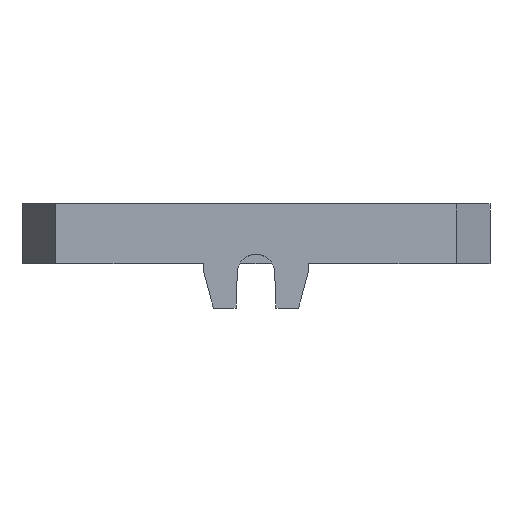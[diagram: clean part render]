
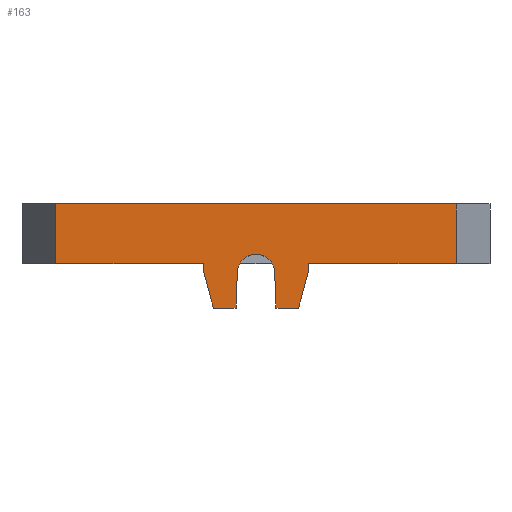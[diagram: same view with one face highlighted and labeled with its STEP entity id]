
A CAD part, front view. The second image highlights one B-rep face of the part: STEP entity #163.
In plain terms, the highlighted planar face has unit normal (0, -1, 0).
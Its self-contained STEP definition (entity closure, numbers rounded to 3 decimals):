
#120=CIRCLE('',#3227,1.6);
#163=ADVANCED_FACE('',(#462),#321,.T.);
#321=PLANE('',#3228);
#462=FACE_OUTER_BOUND('',#622,.T.);
#622=EDGE_LOOP('',(#932,#933,#934,#935,#936,#937,#938,#939,#940,#941,#942,
#943,#944,#945));
#932=ORIENTED_EDGE('',*,*,#2129,.F.);
#933=ORIENTED_EDGE('',*,*,#2130,.F.);
#934=ORIENTED_EDGE('',*,*,#2131,.F.);
#935=ORIENTED_EDGE('',*,*,#2132,.F.);
#936=ORIENTED_EDGE('',*,*,#2099,.T.);
#937=ORIENTED_EDGE('',*,*,#2133,.T.);
#938=ORIENTED_EDGE('',*,*,#2134,.F.);
#939=ORIENTED_EDGE('',*,*,#2135,.F.);
#940=ORIENTED_EDGE('',*,*,#2055,.T.);
#941=ORIENTED_EDGE('',*,*,#2126,.F.);
#942=ORIENTED_EDGE('',*,*,#2136,.F.);
#943=ORIENTED_EDGE('',*,*,#2137,.F.);
#944=ORIENTED_EDGE('',*,*,#2138,.T.);
#945=ORIENTED_EDGE('',*,*,#2139,.T.);
#1757=VERTEX_POINT('',#4185);
#1758=VERTEX_POINT('',#4187);
#1801=VERTEX_POINT('',#4273);
#1802=VERTEX_POINT('',#4275);
#1821=VERTEX_POINT('',#4339);
#1823=VERTEX_POINT('',#4347);
#1824=VERTEX_POINT('',#4348);
#1825=VERTEX_POINT('',#4350);
#1826=VERTEX_POINT('',#4352);
#1827=VERTEX_POINT('',#4355);
#1828=VERTEX_POINT('',#4357);
#1829=VERTEX_POINT('',#4360);
#1830=VERTEX_POINT('',#4362);
#1831=VERTEX_POINT('',#4364);
#2055=EDGE_CURVE('',#1758,#1757,#2509,.T.);
#2099=EDGE_CURVE('',#1802,#1801,#2553,.T.);
#2126=EDGE_CURVE('',#1821,#1757,#2574,.T.);
#2129=EDGE_CURVE('',#1823,#1824,#2577,.T.);
#2130=EDGE_CURVE('',#1825,#1823,#2578,.T.);
#2131=EDGE_CURVE('',#1826,#1825,#2579,.T.);
#2132=EDGE_CURVE('',#1802,#1826,#2580,.T.);
#2133=EDGE_CURVE('',#1801,#1827,#2581,.T.);
#2134=EDGE_CURVE('',#1828,#1827,#2582,.T.);
#2135=EDGE_CURVE('',#1758,#1828,#2583,.T.);
#2136=EDGE_CURVE('',#1829,#1821,#2584,.T.);
#2137=EDGE_CURVE('',#1830,#1829,#2585,.T.);
#2138=EDGE_CURVE('',#1830,#1831,#2586,.T.);
#2139=EDGE_CURVE('',#1831,#1824,#120,.T.);
#2509=LINE('',#4186,#2865);
#2553=LINE('',#4274,#2909);
#2574=LINE('',#4340,#2930);
#2577=LINE('',#4346,#2933);
#2578=LINE('',#4349,#2934);
#2579=LINE('',#4351,#2935);
#2580=LINE('',#4353,#2936);
#2581=LINE('',#4354,#2937);
#2582=LINE('',#4356,#2938);
#2583=LINE('',#4358,#2939);
#2584=LINE('',#4359,#2940);
#2585=LINE('',#4361,#2941);
#2586=LINE('',#4363,#2942);
#2865=VECTOR('',#3420,1.);
#2909=VECTOR('',#3464,1.);
#2930=VECTOR('',#3503,1.);
#2933=VECTOR('',#3510,1.);
#2934=VECTOR('',#3511,1.);
#2935=VECTOR('',#3512,1.);
#2936=VECTOR('',#3513,1.);
#2937=VECTOR('',#3514,1.);
#2938=VECTOR('',#3515,1.);
#2939=VECTOR('',#3516,1.);
#2940=VECTOR('',#3517,1.);
#2941=VECTOR('',#3518,1.);
#2942=VECTOR('',#3519,1.);
#3227=AXIS2_PLACEMENT_3D('',#4365,#3520,#3521);
#3228=AXIS2_PLACEMENT_3D('',#4366,#3522,#3523);
#3420=DIRECTION('',(1.,0.,0.));
#3464=DIRECTION('',(1.,0.,0.));
#3503=DIRECTION('',(0.,0.,1.));
#3510=DIRECTION('',(-0.035,0.,0.999));
#3511=DIRECTION('',(-1.,0.,0.));
#3512=DIRECTION('',(-0.259,0.,-0.966));
#3513=DIRECTION('',(0.,0.,-1.));
#3514=DIRECTION('',(0.,0.,1.));
#3515=DIRECTION('',(1.,0.,0.));
#3516=DIRECTION('',(0.,0.,1.));
#3517=DIRECTION('',(-0.259,0.,0.966));
#3518=DIRECTION('',(-1.,0.,0.));
#3519=DIRECTION('',(0.035,0.,0.999));
#3520=DIRECTION('',(0.,1.,0.));
#3521=DIRECTION('',(-0.999,0.,0.035));
#3522=DIRECTION('',(0.,-1.,0.));
#3523=DIRECTION('',(0.,0.,1.));
#4185=CARTESIAN_POINT('',(-4.5,5.,-1.324));
#4186=CARTESIAN_POINT('',(-17.113,5.,-1.324));
#4187=CARTESIAN_POINT('',(-17.113,5.,-1.324));
#4273=CARTESIAN_POINT('',(17.113,5.,-1.324));
#4274=CARTESIAN_POINT('',(4.5,5.,-1.324));
#4275=CARTESIAN_POINT('',(4.5,5.,-1.324));
#4339=CARTESIAN_POINT('',(-4.5,5.,-1.924));
#4340=CARTESIAN_POINT('',(-4.5,5.,-1.924));
#4346=CARTESIAN_POINT('',(1.706,5.,-5.124));
#4347=CARTESIAN_POINT('',(1.706,5.,-5.124));
#4348=CARTESIAN_POINT('',(1.599,5.,-2.068));
#4349=CARTESIAN_POINT('',(3.643,5.,-5.124));
#4350=CARTESIAN_POINT('',(3.643,5.,-5.124));
#4351=CARTESIAN_POINT('',(4.5,5.,-1.924));
#4352=CARTESIAN_POINT('',(4.5,5.,-1.924));
#4353=CARTESIAN_POINT('',(4.5,5.,-1.324));
#4354=CARTESIAN_POINT('',(17.113,5.,-1.324));
#4355=CARTESIAN_POINT('',(17.113,5.,3.776));
#4356=CARTESIAN_POINT('',(-17.113,5.,3.776));
#4357=CARTESIAN_POINT('',(-17.113,5.,3.776));
#4358=CARTESIAN_POINT('',(-17.113,5.,-1.324));
#4359=CARTESIAN_POINT('',(-3.643,5.,-5.124));
#4360=CARTESIAN_POINT('',(-3.643,5.,-5.124));
#4361=CARTESIAN_POINT('',(-1.706,5.,-5.124));
#4362=CARTESIAN_POINT('',(-1.706,5.,-5.124));
#4363=CARTESIAN_POINT('',(-1.706,5.,-5.124));
#4364=CARTESIAN_POINT('',(-1.599,5.,-2.068));
#4365=CARTESIAN_POINT('',(0.,5.,-2.124));
#4366=CARTESIAN_POINT('',(-17.113,5.,-1.324));
